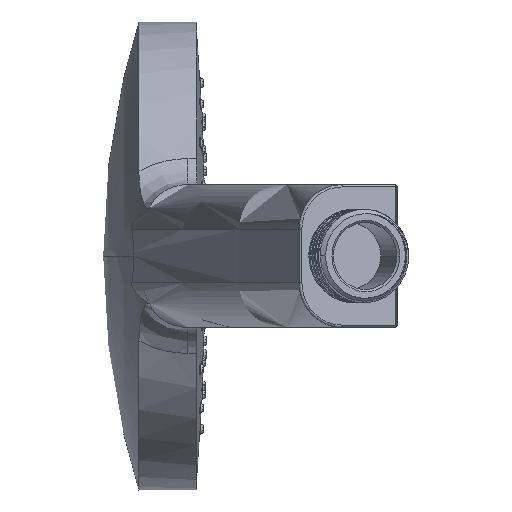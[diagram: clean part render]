
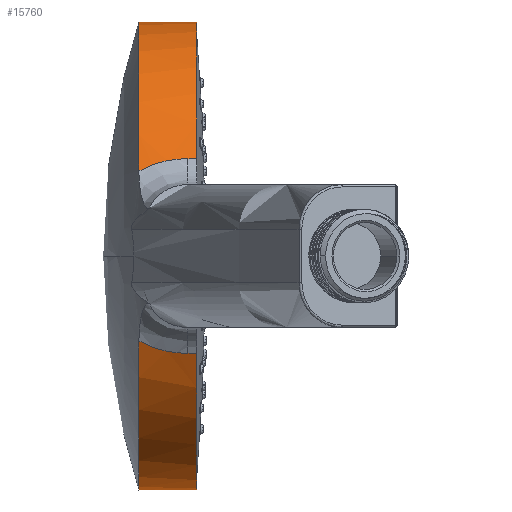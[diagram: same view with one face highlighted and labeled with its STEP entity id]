
A CAD part, front view. The second image highlights one B-rep face of the part: STEP entity #15760.
In plain terms, the highlighted cylindrical face has radius 52.5 mm (diameter 105 mm), a partial arc.
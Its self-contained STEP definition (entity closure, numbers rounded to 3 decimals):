
#6494=DIRECTION('',(1.,0.,0.));
#6495=VECTOR('',#6494,2.007);
#6496=CARTESIAN_POINT('',(18.993,-47.742,
-21.84));
#6497=LINE('',#6496,#6495);
#6498=CARTESIAN_POINT('',(21.,0.,0.));
#6499=DIRECTION('',(1.,0.,0.));
#6500=DIRECTION('',(0.,-0.909,-0.416));
#6501=AXIS2_PLACEMENT_3D('',#6498,#6499,#6500);
#6503=DIRECTION('',(1.,0.,0.));
#6504=VECTOR('',#6503,2.007);
#6505=CARTESIAN_POINT('',(18.993,-47.742,21.84));
#6506=LINE('',#6505,#6504);
#6507=CARTESIAN_POINT('',(8.,-48.919,19.057));
#6508=CARTESIAN_POINT('',(8.711,-48.76,19.465));
#6509=CARTESIAN_POINT('',(10.223,-48.458,20.21));
#6510=CARTESIAN_POINT('',(12.758,-48.083,21.082));
#6511=CARTESIAN_POINT('',(15.67,-47.814,21.684));
#6512=CARTESIAN_POINT('',(17.845,-47.742,21.84));
#6513=CARTESIAN_POINT('',(18.993,-47.742,21.84));
#6515=CARTESIAN_POINT('',(8.,-48.919,
-19.057));
#6516=CARTESIAN_POINT('',(8.709,-48.761,
-19.464));
#6517=CARTESIAN_POINT('',(10.219,-48.459,
-20.208));
#6518=CARTESIAN_POINT('',(12.753,-48.084,
-21.081));
#6519=CARTESIAN_POINT('',(15.664,-47.814,
-21.683));
#6520=CARTESIAN_POINT('',(17.843,-47.742,
-21.84));
#6521=CARTESIAN_POINT('',(18.993,-47.742,
-21.84));
#6614=CARTESIAN_POINT('',(8.,0.,0.));
#6615=DIRECTION('',(1.,0.,0.));
#6616=DIRECTION('',(0.,-0.932,-0.363));
#6617=AXIS2_PLACEMENT_3D('',#6614,#6615,#6616);
#6637=CARTESIAN_POINT('',(8.,0.,0.));
#6638=DIRECTION('',(1.,0.,0.));
#6639=DIRECTION('',(0.,1.,0.));
#6640=AXIS2_PLACEMENT_3D('',#6637,#6638,#6639);
#6794=CARTESIAN_POINT('',(8.,52.5,0.));
#6796=VERTEX_POINT('',#6794);
#6812=CARTESIAN_POINT('',(18.993,-47.742,
-21.84));
#6813=CARTESIAN_POINT('',(21.,-47.742,-21.84));
#6814=VERTEX_POINT('',#6812);
#6815=VERTEX_POINT('',#6813);
#6821=VERTEX_POINT('',#6515);
#6826=CARTESIAN_POINT('',(18.993,-47.742,21.84));
#6827=CARTESIAN_POINT('',(21.,-47.742,21.84));
#6828=VERTEX_POINT('',#6826);
#6829=VERTEX_POINT('',#6827);
#6830=VERTEX_POINT('',#6507);
#15742=CARTESIAN_POINT('',(0.,0.,0.));
#15743=DIRECTION('',(1.,0.,0.));
#15744=DIRECTION('',(0.,0.,-1.));
#15745=AXIS2_PLACEMENT_3D('',#15742,#15743,#15744);
#15746=CYLINDRICAL_SURFACE('',#15745,52.5);
#15747=ORIENTED_EDGE('',*,*,#15734,.T.);
#15748=ORIENTED_EDGE('',*,*,#7842,.T.);
#15750=ORIENTED_EDGE('',*,*,#15749,.F.);
#15752=ORIENTED_EDGE('',*,*,#15751,.F.);
#15754=ORIENTED_EDGE('',*,*,#15753,.F.);
#15756=ORIENTED_EDGE('',*,*,#15755,.F.);
#15757=ORIENTED_EDGE('',*,*,#15722,.T.);
#15758=EDGE_LOOP('',(#15747,#15748,#15750,#15752,#15754,#15756,#15757));
#15759=FACE_OUTER_BOUND('',#15758,.F.);
#15760=ADVANCED_FACE('',(#15759),#15746,.T.);
#6502=CIRCLE('',#6501,52.5);
#6514=B_SPLINE_CURVE_WITH_KNOTS('',3,(#6507,#6508,#6509,#6510,#6511,#6512,
#6513),.UNSPECIFIED.,.F.,.F.,(4,1,1,1,4),(0.,0.25,0.5,0.75,1.),
.UNSPECIFIED.);
#6522=B_SPLINE_CURVE_WITH_KNOTS('',3,(#6515,#6516,#6517,#6518,#6519,#6520,
#6521),.UNSPECIFIED.,.F.,.F.,(4,1,1,1,4),(0.,0.25,0.5,0.75,1.),
.UNSPECIFIED.);
#6618=CIRCLE('',#6617,52.5);
#6641=CIRCLE('',#6640,52.5);
#7842=EDGE_CURVE('',#6815,#6829,#6502,.T.);
#15722=EDGE_CURVE('',#6821,#6814,#6522,.T.);
#15734=EDGE_CURVE('',#6814,#6815,#6497,.T.);
#15749=EDGE_CURVE('',#6828,#6829,#6506,.T.);
#15751=EDGE_CURVE('',#6830,#6828,#6514,.T.);
#15753=EDGE_CURVE('',#6796,#6830,#6641,.T.);
#15755=EDGE_CURVE('',#6821,#6796,#6618,.T.);
